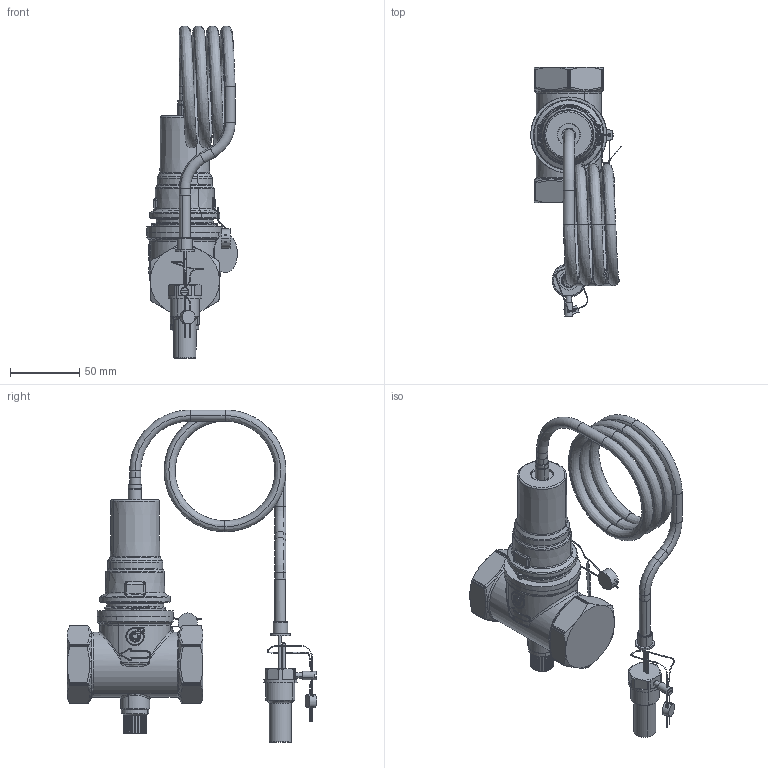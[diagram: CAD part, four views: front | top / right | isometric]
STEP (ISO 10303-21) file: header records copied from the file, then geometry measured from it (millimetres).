
FILE_DESCRIPTION(('CATIA V5 STEP Exchange'),'2;1');
FILE_NAME('STEP_541060_-_TST.stp','2017-10-25T13:25:59+00:00',('none'),('none'),'CATIA Version 5-6 Release 2016 SP4','CATIA V5 STEP AP203','none');
FILE_SCHEMA(('CONFIG_CONTROL_DESIGN'));
Products named in the file (1): 541060 - TST
Bounding box: 65.47 x 180.21 x 239.95 mm (x, y, z)
Volume: 403017.8 mm3; surface area: 70606.9 mm2
Topology: 5 solids, 5 shells, 1033 faces, 2497 edges, 1417 vertices
Faces by surface type: bspline 347, cylinder 316, plane 145, torus 91, cone 78, sphere 54, revolution 2
Entity records: 47420 total; most frequent: CARTESIAN_POINT 28447, ORIENTED_EDGE 4836, EDGE_CURVE 2418, DIRECTION 2170, VERTEX_POINT 1417, B_SPLINE_CURVE_WITH_KNOTS 1178, AXIS2_PLACEMENT_3D 1173, EDGE_LOOP 1074
